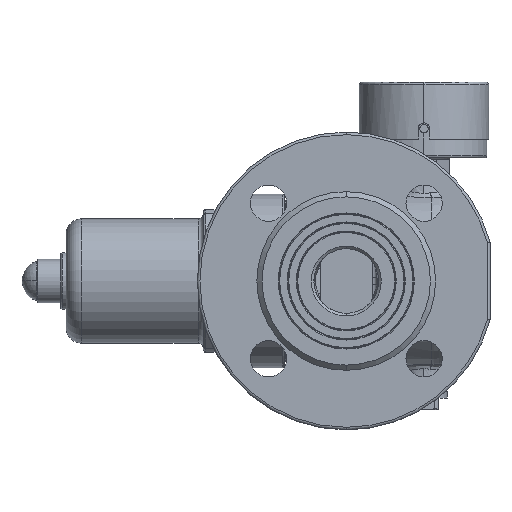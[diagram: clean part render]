
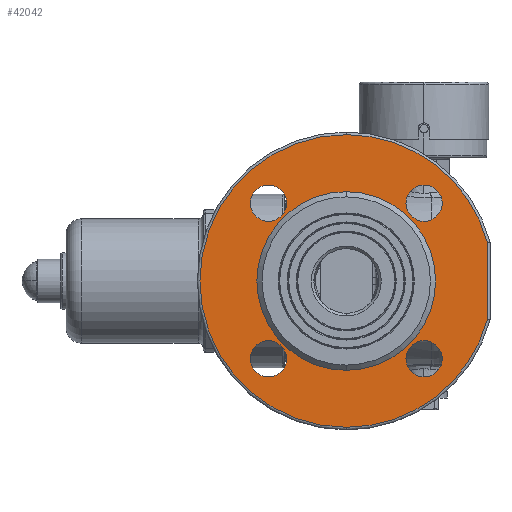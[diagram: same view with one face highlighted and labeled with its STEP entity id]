
A CAD part, left-side view. The second image highlights one B-rep face of the part: STEP entity #42042.
In plain terms, the highlighted planar face has unit normal (-1, 0, 0).
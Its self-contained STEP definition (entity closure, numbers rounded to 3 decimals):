
#6047 = CARTESIAN_POINT ( 'NONE',  ( -78., 30.052, -23.052 ) ) ;
#6162 = CARTESIAN_POINT ( 'NONE',  ( -78., 30.052, -37.052 ) ) ;
#6306 = CARTESIAN_POINT ( 'NONE',  ( -78., -30.052, -37.052 ) ) ;
#6368 = CIRCLE ( 'NONE', #6387, 7. ) ;
#6387 = AXIS2_PLACEMENT_3D ( 'NONE', #6414, #6459, #6458 ) ;
#6414 = CARTESIAN_POINT ( 'NONE',  ( -78., 30.052, -30.052 ) ) ;
#6458 = DIRECTION ( 'NONE',  ( 0., 0., -1. ) ) ;
#6459 = DIRECTION ( 'NONE',  ( 1., 0., 0. ) ) ;
#6568 = CIRCLE ( 'NONE', #6599, 7. ) ;
#6594 = CARTESIAN_POINT ( 'NONE',  ( -78., 30.052, 23.052 ) ) ;
#6596 = DIRECTION ( 'NONE',  ( 0., 0., -1. ) ) ;
#6597 = DIRECTION ( 'NONE',  ( 1., 0., 0. ) ) ;
#6598 = CARTESIAN_POINT ( 'NONE',  ( -78., -30.052, -30.052 ) ) ;
#6599 = AXIS2_PLACEMENT_3D ( 'NONE', #6598, #6597, #6596 ) ;
#6602 = CARTESIAN_POINT ( 'NONE',  ( -78., -30.052, 23.052 ) ) ;
#6612 = CARTESIAN_POINT ( 'NONE',  ( -78., -30.052, -23.052 ) ) ;
#6717 = CARTESIAN_POINT ( 'NONE',  ( -78., -30.052, 37.052 ) ) ;
#6720 = CARTESIAN_POINT ( 'NONE',  ( -78., -30.052, 30.052 ) ) ;
#6768 = DIRECTION ( 'NONE',  ( 0., 0., -1. ) ) ;
#6769 = DIRECTION ( 'NONE',  ( 1., 0., 0. ) ) ;
#6770 = AXIS2_PLACEMENT_3D ( 'NONE', #6720, #6769, #6768 ) ;
#6771 = CIRCLE ( 'NONE', #6770, 7. ) ;
#6866 = CARTESIAN_POINT ( 'NONE',  ( -78., 30.052, 37.052 ) ) ;
#6869 = DIRECTION ( 'NONE',  ( 0., 0., -1. ) ) ;
#6870 = DIRECTION ( 'NONE',  ( 1., 0., 0. ) ) ;
#6871 = CARTESIAN_POINT ( 'NONE',  ( -78., 30.052, 30.052 ) ) ;
#6872 = AXIS2_PLACEMENT_3D ( 'NONE', #6871, #6870, #6869 ) ;
#6882 = CIRCLE ( 'NONE', #6872, 7. ) ;
#10550 = CARTESIAN_POINT ( 'NONE',  ( -78., 0., 56.5 ) ) ;
#10669 = CARTESIAN_POINT ( 'NONE',  ( -78., -54.5, 14.9 ) ) ;
#10699 = CARTESIAN_POINT ( 'NONE',  ( -78., 0., 0. ) ) ;
#10702 = CIRCLE ( 'NONE', #10703, 56.5 ) ;
#10703 = AXIS2_PLACEMENT_3D ( 'NONE', #10755, #10754, #10753 ) ;
#10728 = DIRECTION ( 'NONE',  ( 0., 0., 1. ) ) ;
#10729 = DIRECTION ( 'NONE',  ( -1., 0., 0. ) ) ;
#10731 = AXIS2_PLACEMENT_3D ( 'NONE', #10699, #10774, #10773 ) ;
#10737 = CARTESIAN_POINT ( 'NONE',  ( -78., 0., -56.5 ) ) ;
#10741 = AXIS2_PLACEMENT_3D ( 'NONE', #10747, #10729, #10728 ) ;
#10746 = CIRCLE ( 'NONE', #10741, 34.5 ) ;
#10747 = CARTESIAN_POINT ( 'NONE',  ( -78., 0., 0. ) ) ;
#10753 = DIRECTION ( 'NONE',  ( 0., 0., 1. ) ) ;
#10754 = DIRECTION ( 'NONE',  ( -1., 0., 0. ) ) ;
#10755 = CARTESIAN_POINT ( 'NONE',  ( -78., 0., 0. ) ) ;
#10773 = DIRECTION ( 'NONE',  ( 0., 0., 1. ) ) ;
#10774 = DIRECTION ( 'NONE',  ( -1., 0., 0. ) ) ;
#10785 = CIRCLE ( 'NONE', #10731, 56.5 ) ;
#10810 = CARTESIAN_POINT ( 'NONE',  ( -78., 0., 34.5 ) ) ;
#10887 = CARTESIAN_POINT ( 'NONE',  ( -78., 0., -34.5 ) ) ;
#19108 = VERTEX_POINT ( 'NONE', #6047 ) ;
#19369 = VERTEX_POINT ( 'NONE', #6162 ) ;
#20012 = CIRCLE ( 'NONE', #20053, 34.5 ) ;
#20039 = CIRCLE ( 'NONE', #20076, 7. ) ;
#20040 = CARTESIAN_POINT ( 'NONE',  ( -78., 30.052, -30.052 ) ) ;
#20043 = FACE_BOUND ( 'NONE', #42168, .T. ) ;
#20045 = DIRECTION ( 'NONE',  ( 0., 0., 1. ) ) ;
#20046 = DIRECTION ( 'NONE',  ( -1., 0., 0. ) ) ;
#20047 = CARTESIAN_POINT ( 'NONE',  ( -78., 0., 0. ) ) ;
#20049 = FACE_OUTER_BOUND ( 'NONE', #42033, .T. ) ;
#20050 = FACE_BOUND ( 'NONE', #42051, .T. ) ;
#20051 = FACE_BOUND ( 'NONE', #42078, .T. ) ;
#20052 = AXIS2_PLACEMENT_3D ( 'NONE', #20079, #20078, #20077 ) ;
#20053 = AXIS2_PLACEMENT_3D ( 'NONE', #20047, #20046, #20045 ) ;
#20058 = FACE_BOUND ( 'NONE', #42021, .T. ) ;
#20059 = PLANE ( 'NONE',  #20052 ) ;
#20060 = FACE_BOUND ( 'NONE', #42039, .T. ) ;
#20067 = DIRECTION ( 'NONE',  ( 0., 0., -1. ) ) ;
#20068 = DIRECTION ( 'NONE',  ( 1., 0., 0. ) ) ;
#20069 = CARTESIAN_POINT ( 'NONE',  ( -78., -30.052, 30.052 ) ) ;
#20072 = CIRCLE ( 'NONE', #20118, 7. ) ;
#20073 = DIRECTION ( 'NONE',  ( 0., 0., -1. ) ) ;
#20074 = DIRECTION ( 'NONE',  ( 1., 0., 0. ) ) ;
#20076 = AXIS2_PLACEMENT_3D ( 'NONE', #20069, #20068, #20067 ) ;
#20077 = DIRECTION ( 'NONE',  ( 0., 0., -1. ) ) ;
#20078 = DIRECTION ( 'NONE',  ( 1., 0., 0. ) ) ;
#20079 = CARTESIAN_POINT ( 'NONE',  ( -78., 34.5, 0. ) ) ;
#20082 = AXIS2_PLACEMENT_3D ( 'NONE', #20040, #20074, #20073 ) ;
#20084 = CIRCLE ( 'NONE', #20082, 7. ) ;
#20115 = DIRECTION ( 'NONE',  ( 0., 0., -1. ) ) ;
#20116 = DIRECTION ( 'NONE',  ( 1., 0., 0. ) ) ;
#20117 = CARTESIAN_POINT ( 'NONE',  ( -78., 30.052, 30.052 ) ) ;
#20118 = AXIS2_PLACEMENT_3D ( 'NONE', #20117, #20116, #20115 ) ;
#20127 = CARTESIAN_POINT ( 'NONE',  ( -78., -30.052, -30.052 ) ) ;
#20132 = VERTEX_POINT ( 'NONE', #6306 ) ;
#20177 = EDGE_CURVE ( 'NONE', #19108, #19369, #6368, .T. ) ;
#20179 = DIRECTION ( 'NONE',  ( 0., 0., -1. ) ) ;
#20181 = DIRECTION ( 'NONE',  ( 1., 0., 0. ) ) ;
#20182 = AXIS2_PLACEMENT_3D ( 'NONE', #20127, #20181, #20179 ) ;
#20183 = CIRCLE ( 'NONE', #20182, 7. ) ;
#20223 = DIRECTION ( 'NONE',  ( 0., 0., 1. ) ) ;
#20224 = CARTESIAN_POINT ( 'NONE',  ( -78., -54.5, 0. ) ) ;
#20225 = CARTESIAN_POINT ( 'NONE',  ( -78., 0., 0. ) ) ;
#20255 = DIRECTION ( 'NONE',  ( 0., 0., 1. ) ) ;
#20256 = DIRECTION ( 'NONE',  ( -1., 0., 0. ) ) ;
#20257 = AXIS2_PLACEMENT_3D ( 'NONE', #20225, #20256, #20255 ) ;
#20261 = CARTESIAN_POINT ( 'NONE',  ( -78., -54.5, -14.9 ) ) ;
#20262 = LINE ( 'NONE', #20224, #20310 ) ;
#20280 = CIRCLE ( 'NONE', #20257, 56.5 ) ;
#20310 = VECTOR ( 'NONE', #20223, 1000. ) ;
#20714 = EDGE_CURVE ( 'NONE', #20722, #20132, #6568, .T. ) ;
#20722 = VERTEX_POINT ( 'NONE', #6612 ) ;
#20735 = VERTEX_POINT ( 'NONE', #6594 ) ;
#20736 = VERTEX_POINT ( 'NONE', #6602 ) ;
#20943 = VERTEX_POINT ( 'NONE', #6717 ) ;
#21001 = EDGE_CURVE ( 'NONE', #20943, #20736, #6771, .T. ) ;
#21244 = EDGE_CURVE ( 'NONE', #21260, #20735, #6882, .T. ) ;
#21260 = VERTEX_POINT ( 'NONE', #6866 ) ;
#33879 = VERTEX_POINT ( 'NONE', #10550 ) ;
#34259 = VERTEX_POINT ( 'NONE', #10669 ) ;
#34305 = EDGE_CURVE ( 'NONE', #34259, #33879, #10702, .T. ) ;
#34497 = EDGE_CURVE ( 'NONE', #34528, #34715, #10746, .T. ) ;
#34499 = VERTEX_POINT ( 'NONE', #10737 ) ;
#34509 = EDGE_CURVE ( 'NONE', #33879, #34499, #10785, .T. ) ;
#34528 = VERTEX_POINT ( 'NONE', #10810 ) ;
#34715 = VERTEX_POINT ( 'NONE', #10887 ) ;
#42021 = EDGE_LOOP ( 'NONE', ( #42023, #42029 ) ) ;
#42023 = ORIENTED_EDGE ( 'NONE', *, *, #21244, .T. ) ;
#42025 = ORIENTED_EDGE ( 'NONE', *, *, #34305, .T. ) ;
#42027 = ORIENTED_EDGE ( 'NONE', *, *, #34497, .F. ) ;
#42029 = ORIENTED_EDGE ( 'NONE', *, *, #42056, .T. ) ;
#42031 = ORIENTED_EDGE ( 'NONE', *, *, #42034, .F. ) ;
#42032 = ORIENTED_EDGE ( 'NONE', *, *, #42146, .T. ) ;
#42033 = EDGE_LOOP ( 'NONE', ( #42025, #42148, #42032, #42037 ) ) ;
#42034 = EDGE_CURVE ( 'NONE', #34715, #34528, #20012, .T. ) ;
#42035 = ORIENTED_EDGE ( 'NONE', *, *, #20177, .T. ) ;
#42037 = ORIENTED_EDGE ( 'NONE', *, *, #42151, .T. ) ;
#42039 = EDGE_LOOP ( 'NONE', ( #42054, #42048 ) ) ;
#42042 = ADVANCED_FACE ( 'NONE', ( #20051, #20060, #20050, #20058, #20043, #20049 ), #20059, .F. ) ;
#42044 = EDGE_CURVE ( 'NONE', #19369, #19108, #20084, .T. ) ;
#42047 = EDGE_CURVE ( 'NONE', #20736, #20943, #20039, .T. ) ;
#42048 = ORIENTED_EDGE ( 'NONE', *, *, #42086, .T. ) ;
#42049 = ORIENTED_EDGE ( 'NONE', *, *, #42044, .T. ) ;
#42051 = EDGE_LOOP ( 'NONE', ( #42166, #42059 ) ) ;
#42054 = ORIENTED_EDGE ( 'NONE', *, *, #20714, .T. ) ;
#42056 = EDGE_CURVE ( 'NONE', #20735, #21260, #20072, .T. ) ;
#42059 = ORIENTED_EDGE ( 'NONE', *, *, #42047, .T. ) ;
#42078 = EDGE_LOOP ( 'NONE', ( #42035, #42049 ) ) ;
#42086 = EDGE_CURVE ( 'NONE', #20132, #20722, #20183, .T. ) ;
#42146 = EDGE_CURVE ( 'NONE', #34499, #42150, #20280, .T. ) ;
#42148 = ORIENTED_EDGE ( 'NONE', *, *, #34509, .T. ) ;
#42150 = VERTEX_POINT ( 'NONE', #20261 ) ;
#42151 = EDGE_CURVE ( 'NONE', #42150, #34259, #20262, .T. ) ;
#42166 = ORIENTED_EDGE ( 'NONE', *, *, #21001, .T. ) ;
#42168 = EDGE_LOOP ( 'NONE', ( #42031, #42027 ) ) ;
